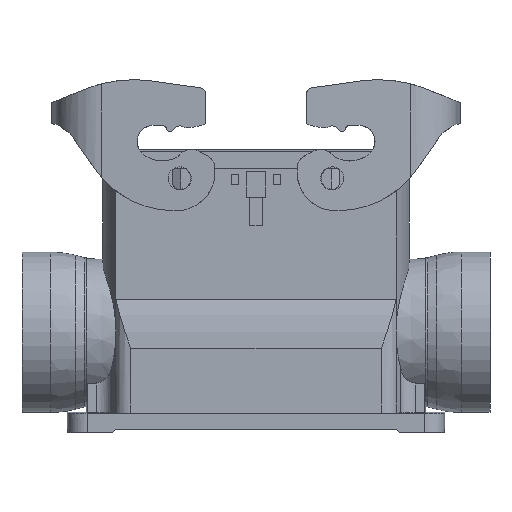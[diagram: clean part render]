
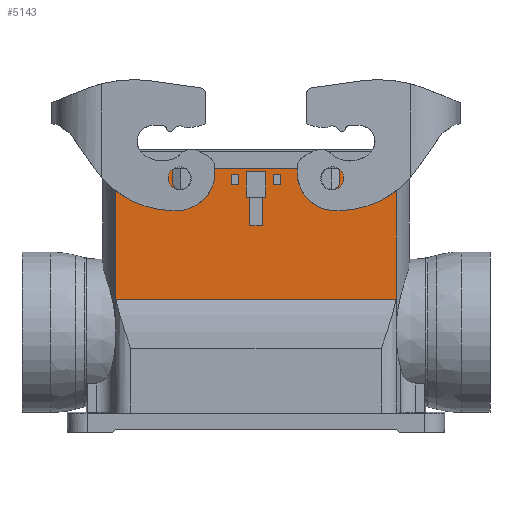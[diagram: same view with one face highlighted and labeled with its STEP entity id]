
A CAD part, front view. The second image highlights one B-rep face of the part: STEP entity #5143.
In plain terms, the highlighted planar face has unit normal (0, -1, 0).
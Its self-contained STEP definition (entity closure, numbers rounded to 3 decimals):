
#4401=FACE_BOUND('',#6700,.T.);
#4402=FACE_BOUND('',#6701,.T.);
#4403=FACE_BOUND('',#6702,.T.);
#4404=FACE_BOUND('',#6703,.T.);
#4639=PLANE('',#19905);
#5143=ADVANCED_FACE('',(#4401,#4402,#4403,#4404),#4639,.T.);
#6700=EDGE_LOOP('',(#8600,#8601,#8602,#8603,#8604,#8605,#8606,#8607,#8608,
#8609,#8610,#8611,#8612,#8613));
#6701=EDGE_LOOP('',(#8614,#8615,#8616,#8617));
#6702=EDGE_LOOP('',(#8618,#8619,#8620,#8621,#8622,#8623,#8624,#8625));
#6703=EDGE_LOOP('',(#8626,#8627,#8628,#8629));
#8600=ORIENTED_EDGE('',*,*,#13382,.F.);
#8601=ORIENTED_EDGE('',*,*,#13357,.F.);
#8602=ORIENTED_EDGE('',*,*,#13274,.T.);
#8603=ORIENTED_EDGE('',*,*,#13383,.T.);
#8604=ORIENTED_EDGE('',*,*,#13384,.F.);
#8605=ORIENTED_EDGE('',*,*,#13385,.T.);
#8606=ORIENTED_EDGE('',*,*,#13257,.T.);
#8607=ORIENTED_EDGE('',*,*,#13351,.F.);
#8608=ORIENTED_EDGE('',*,*,#13386,.F.);
#8609=ORIENTED_EDGE('',*,*,#13387,.F.);
#8610=ORIENTED_EDGE('',*,*,#13346,.F.);
#8611=ORIENTED_EDGE('',*,*,#13279,.T.);
#8612=ORIENTED_EDGE('',*,*,#13360,.F.);
#8613=ORIENTED_EDGE('',*,*,#13388,.F.);
#8614=ORIENTED_EDGE('',*,*,#13389,.F.);
#8615=ORIENTED_EDGE('',*,*,#13390,.F.);
#8616=ORIENTED_EDGE('',*,*,#13391,.F.);
#8617=ORIENTED_EDGE('',*,*,#13392,.F.);
#8618=ORIENTED_EDGE('',*,*,#13393,.T.);
#8619=ORIENTED_EDGE('',*,*,#13394,.T.);
#8620=ORIENTED_EDGE('',*,*,#13395,.T.);
#8621=ORIENTED_EDGE('',*,*,#13396,.T.);
#8622=ORIENTED_EDGE('',*,*,#13397,.T.);
#8623=ORIENTED_EDGE('',*,*,#13398,.T.);
#8624=ORIENTED_EDGE('',*,*,#13399,.T.);
#8625=ORIENTED_EDGE('',*,*,#13400,.T.);
#8626=ORIENTED_EDGE('',*,*,#13401,.F.);
#8627=ORIENTED_EDGE('',*,*,#13402,.F.);
#8628=ORIENTED_EDGE('',*,*,#13403,.F.);
#8629=ORIENTED_EDGE('',*,*,#13404,.F.);
#11834=VERTEX_POINT('',#26122);
#11835=VERTEX_POINT('',#26123);
#11848=VERTEX_POINT('',#26176);
#11849=VERTEX_POINT('',#26178);
#11853=VERTEX_POINT('',#26198);
#11854=VERTEX_POINT('',#26200);
#11912=VERTEX_POINT('',#26464);
#11916=VERTEX_POINT('',#26476);
#11919=VERTEX_POINT('',#26488);
#11920=VERTEX_POINT('',#26495);
#11932=VERTEX_POINT('',#26544);
#11933=VERTEX_POINT('',#26546);
#11934=VERTEX_POINT('',#26548);
#11935=VERTEX_POINT('',#26551);
#11936=VERTEX_POINT('',#26555);
#11937=VERTEX_POINT('',#26556);
#11938=VERTEX_POINT('',#26558);
#11939=VERTEX_POINT('',#26560);
#11940=VERTEX_POINT('',#26563);
#11941=VERTEX_POINT('',#26564);
#11942=VERTEX_POINT('',#26566);
#11943=VERTEX_POINT('',#26568);
#11944=VERTEX_POINT('',#26570);
#11945=VERTEX_POINT('',#26572);
#11946=VERTEX_POINT('',#26574);
#11947=VERTEX_POINT('',#26576);
#11948=VERTEX_POINT('',#26579);
#11949=VERTEX_POINT('',#26580);
#11950=VERTEX_POINT('',#26582);
#11951=VERTEX_POINT('',#26584);
#13257=EDGE_CURVE('',#11834,#11835,#16096,.T.);
#13274=EDGE_CURVE('',#11849,#11848,#16105,.T.);
#13279=EDGE_CURVE('',#11854,#11853,#16108,.T.);
#13346=EDGE_CURVE('',#11854,#11912,#14924,.T.);
#13351=EDGE_CURVE('',#11916,#11835,#14926,.T.);
#13357=EDGE_CURVE('',#11849,#11919,#14927,.T.);
#13360=EDGE_CURVE('',#11920,#11853,#14928,.T.);
#13382=EDGE_CURVE('',#11919,#11932,#16147,.T.);
#13383=EDGE_CURVE('',#11848,#11933,#16148,.T.);
#13384=EDGE_CURVE('',#11934,#11933,#16149,.T.);
#13385=EDGE_CURVE('',#11934,#11834,#16150,.T.);
#13386=EDGE_CURVE('',#11935,#11916,#16151,.T.);
#13387=EDGE_CURVE('',#11912,#11935,#14932,.T.);
#13388=EDGE_CURVE('',#11932,#11920,#14933,.T.);
#13389=EDGE_CURVE('',#11936,#11937,#16152,.T.);
#13390=EDGE_CURVE('',#11938,#11936,#16153,.T.);
#13391=EDGE_CURVE('',#11939,#11938,#16154,.T.);
#13392=EDGE_CURVE('',#11937,#11939,#16155,.T.);
#13393=EDGE_CURVE('',#11940,#11941,#16156,.T.);
#13394=EDGE_CURVE('',#11941,#11942,#16157,.T.);
#13395=EDGE_CURVE('',#11942,#11943,#16158,.T.);
#13396=EDGE_CURVE('',#11943,#11944,#16159,.T.);
#13397=EDGE_CURVE('',#11944,#11945,#16160,.T.);
#13398=EDGE_CURVE('',#11945,#11946,#16161,.T.);
#13399=EDGE_CURVE('',#11946,#11947,#16162,.T.);
#13400=EDGE_CURVE('',#11947,#11940,#16163,.T.);
#13401=EDGE_CURVE('',#11948,#11949,#16164,.T.);
#13402=EDGE_CURVE('',#11950,#11948,#16165,.T.);
#13403=EDGE_CURVE('',#11951,#11950,#16166,.T.);
#13404=EDGE_CURVE('',#11949,#11951,#16167,.T.);
#14924=CIRCLE('',#19871,3.5);
#14926=CIRCLE('',#19875,3.5);
#14927=CIRCLE('',#19881,3.5);
#14928=CIRCLE('',#19883,3.5);
#14932=CIRCLE('',#19903,2.4);
#14933=CIRCLE('',#19904,2.4);
#16096=LINE('',#26121,#17506);
#16105=LINE('',#26177,#17515);
#16108=LINE('',#26199,#17518);
#16147=LINE('',#26543,#17557);
#16148=LINE('',#26545,#17558);
#16149=LINE('',#26547,#17559);
#16150=LINE('',#26549,#17560);
#16151=LINE('',#26550,#17561);
#16152=LINE('',#26554,#17562);
#16153=LINE('',#26557,#17563);
#16154=LINE('',#26559,#17564);
#16155=LINE('',#26561,#17565);
#16156=LINE('',#26562,#17566);
#16157=LINE('',#26565,#17567);
#16158=LINE('',#26567,#17568);
#16159=LINE('',#26569,#17569);
#16160=LINE('',#26571,#17570);
#16161=LINE('',#26573,#17571);
#16162=LINE('',#26575,#17572);
#16163=LINE('',#26577,#17573);
#16164=LINE('',#26578,#17574);
#16165=LINE('',#26581,#17575);
#16166=LINE('',#26583,#17576);
#16167=LINE('',#26585,#17577);
#17506=VECTOR('',#21845,1.);
#17515=VECTOR('',#21862,1.);
#17518=VECTOR('',#21865,1.);
#17557=VECTOR('',#22026,1.);
#17558=VECTOR('',#22027,1.);
#17559=VECTOR('',#22028,1.);
#17560=VECTOR('',#22029,1.);
#17561=VECTOR('',#22030,1.);
#17562=VECTOR('',#22035,1.);
#17563=VECTOR('',#22036,1.);
#17564=VECTOR('',#22037,1.);
#17565=VECTOR('',#22038,1.);
#17566=VECTOR('',#22039,1.);
#17567=VECTOR('',#22040,1.);
#17568=VECTOR('',#22041,1.);
#17569=VECTOR('',#22042,1.);
#17570=VECTOR('',#22043,1.);
#17571=VECTOR('',#22044,1.);
#17572=VECTOR('',#22045,1.);
#17573=VECTOR('',#22046,1.);
#17574=VECTOR('',#22047,1.);
#17575=VECTOR('',#22048,1.);
#17576=VECTOR('',#22049,1.);
#17577=VECTOR('',#22050,1.);
#19871=AXIS2_PLACEMENT_3D('',#26463,#21950,#21951);
#19875=AXIS2_PLACEMENT_3D('',#26477,#21959,#21960);
#19881=AXIS2_PLACEMENT_3D('',#26487,#21973,#21974);
#19883=AXIS2_PLACEMENT_3D('',#26497,#21978,#21979);
#19903=AXIS2_PLACEMENT_3D('',#26552,#22031,#22032);
#19904=AXIS2_PLACEMENT_3D('',#26553,#22033,#22034);
#19905=AXIS2_PLACEMENT_3D('',#26586,#22051,#22052);
#21845=DIRECTION('',(-1.,0.,0.));
#21862=DIRECTION('',(-1.,0.,0.));
#21865=DIRECTION('',(-1.,0.,0.));
#21950=DIRECTION('',(0.,-1.,0.));
#21951=DIRECTION('',(1.,0.,0.));
#21959=DIRECTION('',(0.,-1.,0.));
#21960=DIRECTION('',(1.,0.,0.));
#21973=DIRECTION('',(0.,-1.,0.));
#21974=DIRECTION('',(-1.,0.,0.));
#21978=DIRECTION('',(0.,-1.,0.));
#21979=DIRECTION('',(1.,0.,0.));
#22026=DIRECTION('',(0.,0.,-1.));
#22027=DIRECTION('',(0.,0.,-1.));
#22028=DIRECTION('',(-1.,0.,0.));
#22029=DIRECTION('',(0.,0.,1.));
#22030=DIRECTION('',(0.,0.,1.));
#22031=DIRECTION('',(0.,-1.,0.));
#22032=DIRECTION('',(1.,0.,0.));
#22033=DIRECTION('',(0.,-1.,0.));
#22034=DIRECTION('',(1.,0.,0.));
#22035=DIRECTION('',(0.,0.,1.));
#22036=DIRECTION('',(1.,0.,0.));
#22037=DIRECTION('',(0.,0.,-1.));
#22038=DIRECTION('',(-1.,0.,0.));
#22039=DIRECTION('',(0.017,0.,-1.));
#22040=DIRECTION('',(-1.,0.,0.));
#22041=DIRECTION('',(0.,0.,-1.));
#22042=DIRECTION('',(-1.,0.,0.));
#22043=DIRECTION('',(0.,0.,1.));
#22044=DIRECTION('',(-1.,0.,0.));
#22045=DIRECTION('',(0.017,0.,1.));
#22046=DIRECTION('',(1.,0.,0.));
#22047=DIRECTION('',(1.,0.,0.));
#22048=DIRECTION('',(0.,0.,-1.));
#22049=DIRECTION('',(-1.,0.,0.));
#22050=DIRECTION('',(0.,0.,1.));
#22051=DIRECTION('',(0.,-1.,0.));
#22052=DIRECTION('',(-1.,0.,0.));
#26121=CARTESIAN_POINT('',(0.,-22.5,5.7));
#26122=CARTESIAN_POINT('',(43.6,-22.5,5.7));
#26123=CARTESIAN_POINT('',(25.467,-22.5,5.7));
#26176=CARTESIAN_POINT('',(-43.6,-22.5,5.7));
#26177=CARTESIAN_POINT('',(0.,-22.5,5.7));
#26178=CARTESIAN_POINT('',(-25.467,-22.5,5.7));
#26198=CARTESIAN_POINT('',(-22.033,-22.5,5.7));
#26199=CARTESIAN_POINT('',(0.,-22.5,5.7));
#26200=CARTESIAN_POINT('',(22.033,-22.5,5.7));
#26463=CARTESIAN_POINT('',(23.75,-22.5,2.65));
#26464=CARTESIAN_POINT('',(23.75,-22.5,-0.85));
#26476=CARTESIAN_POINT('',(26.15,-22.5,5.198));
#26477=CARTESIAN_POINT('',(23.75,-22.5,2.65));
#26487=CARTESIAN_POINT('',(-23.75,-22.5,2.65));
#26488=CARTESIAN_POINT('',(-26.15,-22.5,5.198));
#26495=CARTESIAN_POINT('',(-23.75,-22.5,-0.85));
#26497=CARTESIAN_POINT('',(-23.75,-22.5,2.65));
#26543=CARTESIAN_POINT('',(-26.15,-22.5,5.7));
#26544=CARTESIAN_POINT('',(-26.15,-22.5,1.55));
#26545=CARTESIAN_POINT('',(-43.6,-22.5,5.7));
#26546=CARTESIAN_POINT('',(-43.6,-22.5,-35.001));
#26547=CARTESIAN_POINT('',(43.6,-22.5,-35.001));
#26548=CARTESIAN_POINT('',(43.6,-22.5,-35.001));
#26549=CARTESIAN_POINT('',(43.6,-22.5,5.7));
#26550=CARTESIAN_POINT('',(26.15,-22.5,5.7));
#26551=CARTESIAN_POINT('',(26.15,-22.5,1.55));
#26552=CARTESIAN_POINT('',(23.75,-22.5,1.55));
#26553=CARTESIAN_POINT('',(-23.75,-22.5,1.55));
#26554=CARTESIAN_POINT('',(-5.5,-22.5,5.7));
#26555=CARTESIAN_POINT('',(-5.5,-22.5,0.6));
#26556=CARTESIAN_POINT('',(-5.5,-22.5,4.));
#26557=CARTESIAN_POINT('',(-7.7,-22.5,0.6));
#26558=CARTESIAN_POINT('',(-7.7,-22.5,0.6));
#26559=CARTESIAN_POINT('',(-7.7,-22.5,4.));
#26560=CARTESIAN_POINT('',(-7.7,-22.5,4.));
#26561=CARTESIAN_POINT('',(-5.5,-22.5,4.));
#26562=CARTESIAN_POINT('',(2.047,-22.5,-5.964));
#26563=CARTESIAN_POINT('',(1.86,-22.5,4.75));
#26564=CARTESIAN_POINT('',(2.001,-22.5,-3.285));
#26565=CARTESIAN_POINT('',(0.,-22.5,-3.285));
#26566=CARTESIAN_POINT('',(2.,-22.5,-3.285));
#26567=CARTESIAN_POINT('',(2.,-22.5,-6.));
#26568=CARTESIAN_POINT('',(2.,-22.5,-11.95));
#26569=CARTESIAN_POINT('',(0.,-22.5,-11.95));
#26570=CARTESIAN_POINT('',(-2.,-22.5,-11.95));
#26571=CARTESIAN_POINT('',(-2.,-22.5,-6.));
#26572=CARTESIAN_POINT('',(-2.,-22.5,-3.285));
#26573=CARTESIAN_POINT('',(0.,-22.5,-3.285));
#26574=CARTESIAN_POINT('',(-2.001,-22.5,-3.285));
#26575=CARTESIAN_POINT('',(-2.047,-22.5,-5.964));
#26576=CARTESIAN_POINT('',(-1.86,-22.5,4.75));
#26577=CARTESIAN_POINT('',(-2.,-22.5,4.75));
#26578=CARTESIAN_POINT('',(5.5,-22.5,0.6));
#26579=CARTESIAN_POINT('',(5.5,-22.5,0.6));
#26580=CARTESIAN_POINT('',(7.7,-22.5,0.6));
#26581=CARTESIAN_POINT('',(5.5,-22.5,4.));
#26582=CARTESIAN_POINT('',(5.5,-22.5,4.));
#26583=CARTESIAN_POINT('',(7.7,-22.5,4.));
#26584=CARTESIAN_POINT('',(7.7,-22.5,4.));
#26585=CARTESIAN_POINT('',(7.7,-22.5,0.6));
#26586=CARTESIAN_POINT('',(0.,-22.5,5.7));
